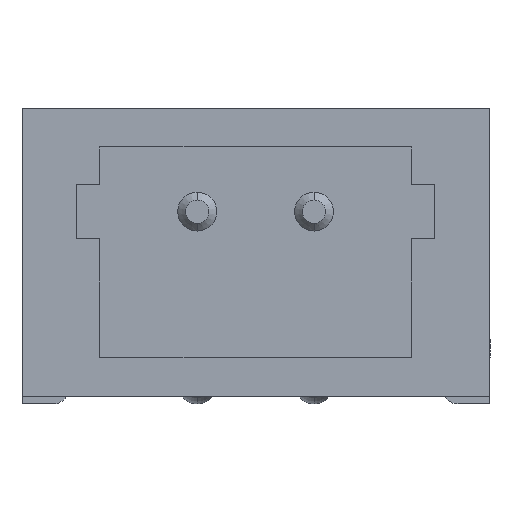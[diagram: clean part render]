
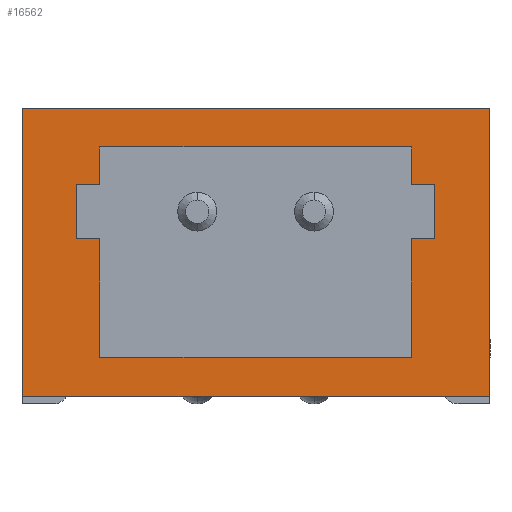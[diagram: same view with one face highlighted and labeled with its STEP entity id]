
A CAD part, front view. The second image highlights one B-rep face of the part: STEP entity #16562.
In plain terms, the highlighted planar face has unit normal (0, -1, 0).
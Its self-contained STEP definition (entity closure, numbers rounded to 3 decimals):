
#118 = EDGE_CURVE ( 'NONE', #6112, #5662, #10142, .T. ) ;
#408 = LINE ( 'NONE', #5553, #8638 ) ;
#698 = DIRECTION ( 'NONE',  ( -1., 0., 0. ) ) ;
#731 = VECTOR ( 'NONE', #698, 1000. ) ;
#993 = EDGE_CURVE ( 'NONE', #16554, #15815, #7954, .T. ) ;
#1375 = ORIENTED_EDGE ( 'NONE', *, *, #9023, .F. ) ;
#1877 = EDGE_CURVE ( 'NONE', #16426, #3907, #13259, .T. ) ;
#1901 = EDGE_CURVE ( 'NONE', #9039, #2262, #9310, .T. ) ;
#2168 = FACE_BOUND ( 'NONE', #9575, .T. ) ;
#2254 = CARTESIAN_POINT ( 'NONE',  ( 2., -3.25, 2.02 ) ) ;
#2262 = VERTEX_POINT ( 'NONE', #16262 ) ;
#2566 = ORIENTED_EDGE ( 'NONE', *, *, #15261, .F. ) ;
#2737 = VECTOR ( 'NONE', #12397, 1000. ) ;
#2763 = LINE ( 'NONE', #6822, #16385 ) ;
#2897 = LINE ( 'NONE', #3147, #10485 ) ;
#3087 = DIRECTION ( 'NONE',  ( 0., 0., -1. ) ) ;
#3147 = CARTESIAN_POINT ( 'NONE',  ( 2., -3.25, 3.2 ) ) ;
#3266 = CARTESIAN_POINT ( 'NONE',  ( 3., -3.25, 3.7 ) ) ;
#3454 = LINE ( 'NONE', #8639, #16688 ) ;
#3555 = DIRECTION ( 'NONE',  ( 1., 0., 0. ) ) ;
#3607 = EDGE_CURVE ( 'NONE', #15815, #9039, #7191, .T. ) ;
#3852 = VERTEX_POINT ( 'NONE', #10868 ) ;
#3875 = EDGE_CURVE ( 'NONE', #14161, #6112, #408, .T. ) ;
#3907 = VERTEX_POINT ( 'NONE', #3266 ) ;
#4092 = LINE ( 'NONE', #9349, #13678 ) ;
#4307 = DIRECTION ( 'NONE',  ( 0., 0., -1. ) ) ;
#4351 = EDGE_CURVE ( 'NONE', #7412, #14161, #14202, .T. ) ;
#4608 = CARTESIAN_POINT ( 'NONE',  ( -2.3, -3.25, 2.02 ) ) ;
#4617 = ORIENTED_EDGE ( 'NONE', *, *, #3607, .F. ) ;
#4633 = AXIS2_PLACEMENT_3D ( 'NONE', #8845, #5028, #11264 ) ;
#4830 = DIRECTION ( 'NONE',  ( 0., 0., 1. ) ) ;
#4918 = DIRECTION ( 'NONE',  ( -1., 0., 0. ) ) ;
#5028 = DIRECTION ( 'NONE',  ( 0., 1., 0. ) ) ;
#5553 = CARTESIAN_POINT ( 'NONE',  ( 2.3, -3.25, 2.72 ) ) ;
#5662 = VERTEX_POINT ( 'NONE', #14945 ) ;
#5999 = LINE ( 'NONE', #11137, #11009 ) ;
#6013 = ORIENTED_EDGE ( 'NONE', *, *, #4351, .F. ) ;
#6112 = VERTEX_POINT ( 'NONE', #6659 ) ;
#6201 = FACE_OUTER_BOUND ( 'NONE', #6820, .T. ) ;
#6363 = CARTESIAN_POINT ( 'NONE',  ( 2.3, -3.25, 2.02 ) ) ;
#6433 = VECTOR ( 'NONE', #16432, 1000. ) ;
#6473 = ORIENTED_EDGE ( 'NONE', *, *, #12109, .F. ) ;
#6483 = VECTOR ( 'NONE', #3555, 1000. ) ;
#6504 = ORIENTED_EDGE ( 'NONE', *, *, #11147, .T. ) ;
#6659 = CARTESIAN_POINT ( 'NONE',  ( 2.3, -3.25, 2.72 ) ) ;
#6820 = EDGE_LOOP ( 'NONE', ( #6504, #11360, #6917, #11648 ) ) ;
#6822 = CARTESIAN_POINT ( 'NONE',  ( -2.3, -3.25, 2.72 ) ) ;
#6917 = ORIENTED_EDGE ( 'NONE', *, *, #1877, .F. ) ;
#7005 = DIRECTION ( 'NONE',  ( 0., 0., 1. ) ) ;
#7191 = LINE ( 'NONE', #12317, #2737 ) ;
#7259 = VECTOR ( 'NONE', #14447, 1000. ) ;
#7378 = ORIENTED_EDGE ( 'NONE', *, *, #993, .F. ) ;
#7407 = PLANE ( 'NONE',  #4633 ) ;
#7412 = VERTEX_POINT ( 'NONE', #2254 ) ;
#7757 = VECTOR ( 'NONE', #4307, 1000. ) ;
#7954 = LINE ( 'NONE', #13102, #7259 ) ;
#8143 = VECTOR ( 'NONE', #14432, 1000. ) ;
#8507 = LINE ( 'NONE', #13477, #731 ) ;
#8638 = VECTOR ( 'NONE', #7005, 1000. ) ;
#8639 = CARTESIAN_POINT ( 'NONE',  ( 2., -3.25, 3.2 ) ) ;
#8691 = VECTOR ( 'NONE', #15452, 1000. ) ;
#8845 = CARTESIAN_POINT ( 'NONE',  ( 3., -3.25, 3.7 ) ) ;
#8915 = ORIENTED_EDGE ( 'NONE', *, *, #118, .F. ) ;
#9005 = VERTEX_POINT ( 'NONE', #14652 ) ;
#9012 = EDGE_CURVE ( 'NONE', #3907, #10367, #4092, .T. ) ;
#9023 = EDGE_CURVE ( 'NONE', #11525, #16554, #2763, .T. ) ;
#9039 = VERTEX_POINT ( 'NONE', #14406 ) ;
#9169 = EDGE_CURVE ( 'NONE', #14399, #9677, #8507, .T. ) ;
#9310 = LINE ( 'NONE', #14356, #8691 ) ;
#9349 = CARTESIAN_POINT ( 'NONE',  ( 3., -3.25, 3.7 ) ) ;
#9408 = EDGE_CURVE ( 'NONE', #5662, #14399, #3454, .T. ) ;
#9575 = EDGE_LOOP ( 'NONE', ( #4617, #7378, #1375, #13870, #2566, #11467, #14207, #8915, #11175, #6013, #6473, #13889 ) ) ;
#9677 = VERTEX_POINT ( 'NONE', #12499 ) ;
#10142 = LINE ( 'NONE', #16497, #13832 ) ;
#10326 = DIRECTION ( 'NONE',  ( 0., 0., 1. ) ) ;
#10367 = VERTEX_POINT ( 'NONE', #14872 ) ;
#10485 = VECTOR ( 'NONE', #4830, 1000. ) ;
#10605 = EDGE_CURVE ( 'NONE', #16426, #9005, #15870, .T. ) ;
#10868 = CARTESIAN_POINT ( 'NONE',  ( -2., -3.25, 2.72 ) ) ;
#11009 = VECTOR ( 'NONE', #16319, 1000. ) ;
#11137 = CARTESIAN_POINT ( 'NONE',  ( -2., -3.25, 3.2 ) ) ;
#11147 = EDGE_CURVE ( 'NONE', #9005, #10367, #16357, .T. ) ;
#11175 = ORIENTED_EDGE ( 'NONE', *, *, #3875, .F. ) ;
#11264 = DIRECTION ( 'NONE',  ( 0., 0., -1. ) ) ;
#11360 = ORIENTED_EDGE ( 'NONE', *, *, #9012, .F. ) ;
#11467 = ORIENTED_EDGE ( 'NONE', *, *, #9169, .F. ) ;
#11525 = VERTEX_POINT ( 'NONE', #12822 ) ;
#11563 = CARTESIAN_POINT ( 'NONE',  ( 2., -3.25, 2.02 ) ) ;
#11632 = VECTOR ( 'NONE', #13159, 1000. ) ;
#11648 = ORIENTED_EDGE ( 'NONE', *, *, #10605, .T. ) ;
#11965 = DIRECTION ( 'NONE',  ( 0., 0., -1. ) ) ;
#12109 = EDGE_CURVE ( 'NONE', #2262, #7412, #2897, .T. ) ;
#12294 = CARTESIAN_POINT ( 'NONE',  ( -3., -3.25, 3.7 ) ) ;
#12317 = CARTESIAN_POINT ( 'NONE',  ( -2., -3.25, 3.2 ) ) ;
#12397 = DIRECTION ( 'NONE',  ( 0., 0., -1. ) ) ;
#12499 = CARTESIAN_POINT ( 'NONE',  ( -2., -3.25, 3.2 ) ) ;
#12822 = CARTESIAN_POINT ( 'NONE',  ( -2.3, -3.25, 2.72 ) ) ;
#13082 = LINE ( 'NONE', #14499, #11632 ) ;
#13102 = CARTESIAN_POINT ( 'NONE',  ( -2., -3.25, 2.02 ) ) ;
#13159 = DIRECTION ( 'NONE',  ( -1., 0., 0. ) ) ;
#13176 = CARTESIAN_POINT ( 'NONE',  ( -3., -3.25, 3.7 ) ) ;
#13256 = CARTESIAN_POINT ( 'NONE',  ( 2., -3.25, 3.2 ) ) ;
#13259 = LINE ( 'NONE', #15780, #8143 ) ;
#13477 = CARTESIAN_POINT ( 'NONE',  ( -2., -3.25, 3.2 ) ) ;
#13678 = VECTOR ( 'NONE', #3087, 1000. ) ;
#13679 = EDGE_CURVE ( 'NONE', #3852, #11525, #13082, .T. ) ;
#13832 = VECTOR ( 'NONE', #4918, 1000. ) ;
#13870 = ORIENTED_EDGE ( 'NONE', *, *, #13679, .F. ) ;
#13889 = ORIENTED_EDGE ( 'NONE', *, *, #1901, .F. ) ;
#13894 = CARTESIAN_POINT ( 'NONE',  ( -2., -3.25, 2.02 ) ) ;
#14161 = VERTEX_POINT ( 'NONE', #6363 ) ;
#14202 = LINE ( 'NONE', #11563, #6483 ) ;
#14207 = ORIENTED_EDGE ( 'NONE', *, *, #9408, .F. ) ;
#14356 = CARTESIAN_POINT ( 'NONE',  ( -2., -3.25, 0.5 ) ) ;
#14399 = VERTEX_POINT ( 'NONE', #13256 ) ;
#14406 = CARTESIAN_POINT ( 'NONE',  ( -2., -3.25, 0.5 ) ) ;
#14432 = DIRECTION ( 'NONE',  ( 1., 0., 0. ) ) ;
#14447 = DIRECTION ( 'NONE',  ( 1., 0., 0. ) ) ;
#14499 = CARTESIAN_POINT ( 'NONE',  ( -2., -3.25, 2.72 ) ) ;
#14652 = CARTESIAN_POINT ( 'NONE',  ( -3., -3.25, 0. ) ) ;
#14872 = CARTESIAN_POINT ( 'NONE',  ( 3., -3.25, 0. ) ) ;
#14945 = CARTESIAN_POINT ( 'NONE',  ( 2., -3.25, 2.72 ) ) ;
#14972 = CARTESIAN_POINT ( 'NONE',  ( 3., -3.25, 0. ) ) ;
#15261 = EDGE_CURVE ( 'NONE', #9677, #3852, #5999, .T. ) ;
#15452 = DIRECTION ( 'NONE',  ( 1., 0., 0. ) ) ;
#15780 = CARTESIAN_POINT ( 'NONE',  ( 3., -3.25, 3.7 ) ) ;
#15815 = VERTEX_POINT ( 'NONE', #13894 ) ;
#15870 = LINE ( 'NONE', #13176, #7757 ) ;
#16262 = CARTESIAN_POINT ( 'NONE',  ( 2., -3.25, 0.5 ) ) ;
#16319 = DIRECTION ( 'NONE',  ( 0., 0., -1. ) ) ;
#16357 = LINE ( 'NONE', #14972, #6433 ) ;
#16385 = VECTOR ( 'NONE', #11965, 1000. ) ;
#16426 = VERTEX_POINT ( 'NONE', #12294 ) ;
#16432 = DIRECTION ( 'NONE',  ( 1., 0., 0. ) ) ;
#16497 = CARTESIAN_POINT ( 'NONE',  ( 2., -3.25, 2.72 ) ) ;
#16554 = VERTEX_POINT ( 'NONE', #4608 ) ;
#16562 = ADVANCED_FACE ( 'NONE', ( #2168, #6201 ), #7407, .F. ) ;
#16688 = VECTOR ( 'NONE', #10326, 1000. ) ;
